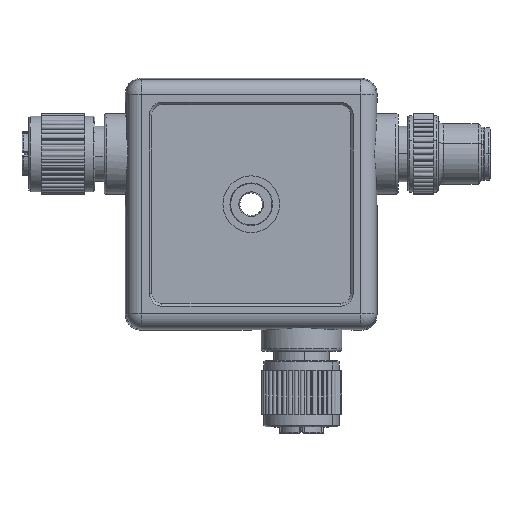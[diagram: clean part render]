
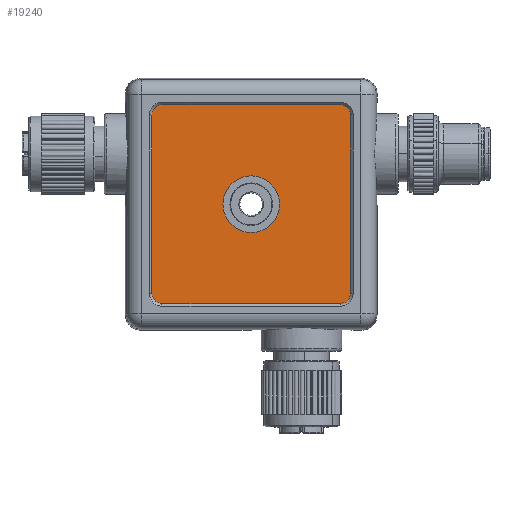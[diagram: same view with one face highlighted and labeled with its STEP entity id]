
A CAD part, top view. The second image highlights one B-rep face of the part: STEP entity #19240.
In plain terms, the highlighted planar face has unit normal (0, 0, 1).
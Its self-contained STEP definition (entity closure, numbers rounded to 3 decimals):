
#1370=CARTESIAN_POINT('',(17.75,17.75,8.5));
#1371=DIRECTION('',(0.,0.,-1.));
#1372=DIRECTION('',(0.,1.,0.));
#1373=AXIS2_PLACEMENT_3D('',#1370,#1371,#1372);
#1375=DIRECTION('',(0.,-1.,0.));
#1376=VECTOR('',#1375,35.5);
#1377=CARTESIAN_POINT('',(19.75,17.75,8.5));
#1378=LINE('',#1377,#1376);
#1379=CARTESIAN_POINT('',(17.75,-17.75,8.5));
#1380=DIRECTION('',(0.,0.,-1.));
#1381=DIRECTION('',(1.,0.,0.));
#1382=AXIS2_PLACEMENT_3D('',#1379,#1380,#1381);
#1384=DIRECTION('',(-1.,0.,0.));
#1385=VECTOR('',#1384,35.5);
#1386=CARTESIAN_POINT('',(17.75,-19.75,8.5));
#1387=LINE('',#1386,#1385);
#1388=CARTESIAN_POINT('',(-17.75,-17.75,8.5));
#1389=DIRECTION('',(0.,0.,-1.));
#1390=DIRECTION('',(0.,-1.,0.));
#1391=AXIS2_PLACEMENT_3D('',#1388,#1389,#1390);
#1393=DIRECTION('',(0.,1.,0.));
#1394=VECTOR('',#1393,35.5);
#1395=CARTESIAN_POINT('',(-19.75,-17.75,
8.5));
#1396=LINE('',#1395,#1394);
#1397=CARTESIAN_POINT('',(-17.75,17.75,8.5));
#1398=DIRECTION('',(0.,0.,-1.));
#1399=DIRECTION('',(-1.,0.,0.));
#1400=AXIS2_PLACEMENT_3D('',#1397,#1398,#1399);
#1402=DIRECTION('',(1.,0.,0.));
#1403=VECTOR('',#1402,35.5);
#1404=CARTESIAN_POINT('',(-17.75,19.75,8.5));
#1405=LINE('',#1404,#1403);
#1406=CARTESIAN_POINT('',(0.,0.,8.5));
#1407=DIRECTION('',(0.,0.,-1.));
#1408=DIRECTION('',(-1.,0.,0.));
#1409=AXIS2_PLACEMENT_3D('',#1406,#1407,#1408);
#1411=CARTESIAN_POINT('',(0.,0.,8.5));
#1412=DIRECTION('',(0.,0.,-1.));
#1413=DIRECTION('',(1.,0.,0.));
#1414=AXIS2_PLACEMENT_3D('',#1411,#1412,#1413);
#17198=CARTESIAN_POINT('',(-5.625,0.,8.5));
#17199=CARTESIAN_POINT('',(5.625,0.,8.5));
#17200=VERTEX_POINT('',#17198);
#17201=VERTEX_POINT('',#17199);
#17334=CARTESIAN_POINT('',(17.75,19.75,8.5));
#17335=CARTESIAN_POINT('',(19.75,17.75,8.5));
#17336=VERTEX_POINT('',#17334);
#17337=VERTEX_POINT('',#17335);
#17340=CARTESIAN_POINT('',(19.75,-17.75,
8.5));
#17341=VERTEX_POINT('',#17340);
#17344=CARTESIAN_POINT('',(17.75,-19.75,8.5));
#17345=VERTEX_POINT('',#17344);
#17348=CARTESIAN_POINT('',(-17.75,-19.75,
8.5));
#17349=VERTEX_POINT('',#17348);
#17352=CARTESIAN_POINT('',(-19.75,-17.75,8.5));
#17353=VERTEX_POINT('',#17352);
#17356=CARTESIAN_POINT('',(-19.75,17.75,
8.5));
#17357=VERTEX_POINT('',#17356);
#17360=CARTESIAN_POINT('',(-17.75,19.75,8.5));
#17361=VERTEX_POINT('',#17360);
#19219=CARTESIAN_POINT('',(0.,0.,8.5));
#19220=DIRECTION('',(0.,0.,1.));
#19221=DIRECTION('',(0.,-1.,0.));
#19222=AXIS2_PLACEMENT_3D('',#19219,#19220,#19221);
#19223=PLANE('',#19222);
#19224=ORIENTED_EDGE('',*,*,#19115,.T.);
#19225=ORIENTED_EDGE('',*,*,#19130,.T.);
#19226=ORIENTED_EDGE('',*,*,#19144,.T.);
#19227=ORIENTED_EDGE('',*,*,#19158,.T.);
#19228=ORIENTED_EDGE('',*,*,#19172,.T.);
#19229=ORIENTED_EDGE('',*,*,#19186,.T.);
#19230=ORIENTED_EDGE('',*,*,#19200,.T.);
#19231=ORIENTED_EDGE('',*,*,#19213,.T.);
#19232=EDGE_LOOP('',(#19224,#19225,#19226,#19227,#19228,#19229,#19230,#19231));
#19233=FACE_OUTER_BOUND('',#19232,.F.);
#19235=ORIENTED_EDGE('',*,*,#19234,.F.);
#19237=ORIENTED_EDGE('',*,*,#19236,.F.);
#19238=EDGE_LOOP('',(#19235,#19237));
#19239=FACE_BOUND('',#19238,.F.);
#19240=ADVANCED_FACE('',(#19233,#19239),#19223,.T.);
#1374=CIRCLE('',#1373,2.);
#1383=CIRCLE('',#1382,2.);
#1392=CIRCLE('',#1391,2.);
#1401=CIRCLE('',#1400,2.);
#1410=CIRCLE('',#1409,5.625);
#1415=CIRCLE('',#1414,5.625);
#19115=EDGE_CURVE('',#17336,#17337,#1374,.T.);
#19130=EDGE_CURVE('',#17337,#17341,#1378,.T.);
#19144=EDGE_CURVE('',#17341,#17345,#1383,.T.);
#19158=EDGE_CURVE('',#17345,#17349,#1387,.T.);
#19172=EDGE_CURVE('',#17349,#17353,#1392,.T.);
#19186=EDGE_CURVE('',#17353,#17357,#1396,.T.);
#19200=EDGE_CURVE('',#17357,#17361,#1401,.T.);
#19213=EDGE_CURVE('',#17361,#17336,#1405,.T.);
#19234=EDGE_CURVE('',#17200,#17201,#1410,.T.);
#19236=EDGE_CURVE('',#17201,#17200,#1415,.T.);
